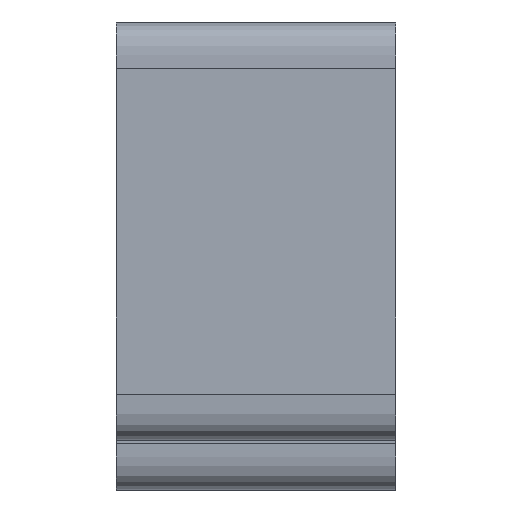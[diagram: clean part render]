
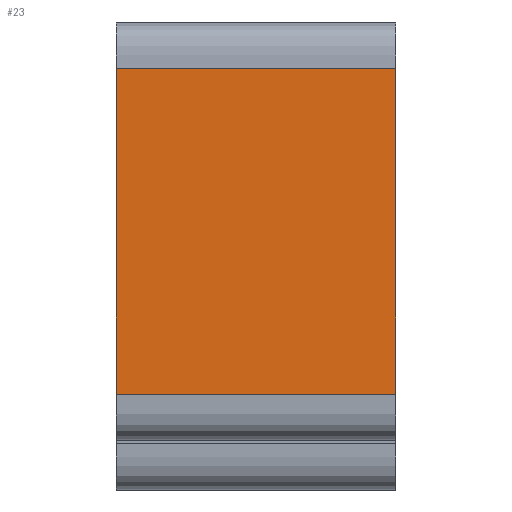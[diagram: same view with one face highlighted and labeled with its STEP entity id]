
A CAD part, left-side view. The second image highlights one B-rep face of the part: STEP entity #23.
In plain terms, the highlighted planar face has unit normal (-1, 0, 0).
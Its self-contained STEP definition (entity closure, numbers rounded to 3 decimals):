
#23=ADVANCED_FACE('',(#73),#845,.T.);
#73=FACE_OUTER_BOUND('',#123,.T.);
#123=EDGE_LOOP('',(#232,#233,#234,#235));
#232=ORIENTED_EDGE('',*,*,#493,.T.);
#233=ORIENTED_EDGE('',*,*,#500,.F.);
#234=ORIENTED_EDGE('',*,*,#494,.F.);
#235=ORIENTED_EDGE('',*,*,#499,.F.);
#493=EDGE_CURVE('',#755,#754,#620,.T.);
#494=EDGE_CURVE('',#757,#756,#621,.T.);
#499=EDGE_CURVE('',#755,#757,#626,.T.);
#500=EDGE_CURVE('',#756,#754,#627,.T.);
#620=B_SPLINE_CURVE_WITH_KNOTS('',1,(#1390,#1391),.UNSPECIFIED.,.F.,.F.,
(2,2),(2.,16.),.UNSPECIFIED.);
#621=B_SPLINE_CURVE_WITH_KNOTS('',1,(#1392,#1393),.UNSPECIFIED.,.F.,.F.,
(2,2),(2.,16.),.UNSPECIFIED.);
#626=B_SPLINE_CURVE_WITH_KNOTS('',1,(#1402,#1403),.UNSPECIFIED.,.F.,.F.,
(2,2),(0.,12.),.UNSPECIFIED.);
#627=B_SPLINE_CURVE_WITH_KNOTS('',1,(#1404,#1405),.UNSPECIFIED.,.F.,.F.,
(2,2),(0.,12.),.UNSPECIFIED.);
#754=VERTEX_POINT('',#1192);
#755=VERTEX_POINT('',#1193);
#756=VERTEX_POINT('',#1194);
#757=VERTEX_POINT('',#1195);
#845=PLANE('',#955);
#955=AXIS2_PLACEMENT_3D('',#1017,#986,$);
#986=DIRECTION('',(-1.,0.,0.));
#1017=CARTESIAN_POINT('',(-341.926,-935.,176.692));
#1192=CARTESIAN_POINT('',(-341.926,-894.,312.692));
#1193=CARTESIAN_POINT('',(-341.926,-894.,326.692));
#1194=CARTESIAN_POINT('',(-341.926,-906.,312.692));
#1195=CARTESIAN_POINT('',(-341.926,-906.,326.692));
#1390=CARTESIAN_POINT('',(-341.926,-894.,326.692));
#1391=CARTESIAN_POINT('',(-341.926,-894.,312.692));
#1392=CARTESIAN_POINT('',(-341.926,-906.,326.692));
#1393=CARTESIAN_POINT('',(-341.926,-906.,312.692));
#1402=CARTESIAN_POINT('',(-341.926,-894.,326.692));
#1403=CARTESIAN_POINT('',(-341.926,-906.,326.692));
#1404=CARTESIAN_POINT('',(-341.926,-906.,312.692));
#1405=CARTESIAN_POINT('',(-341.926,-894.,312.692));
